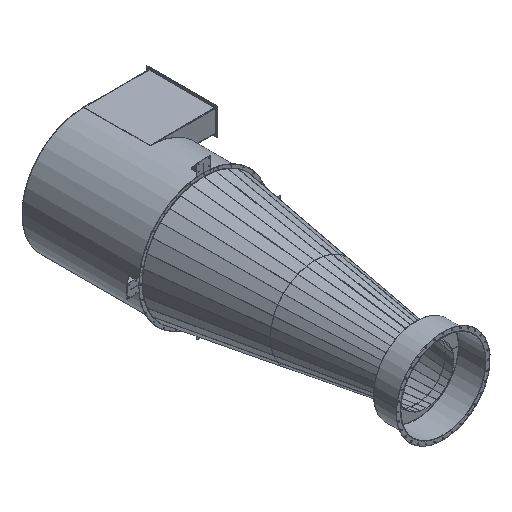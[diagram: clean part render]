
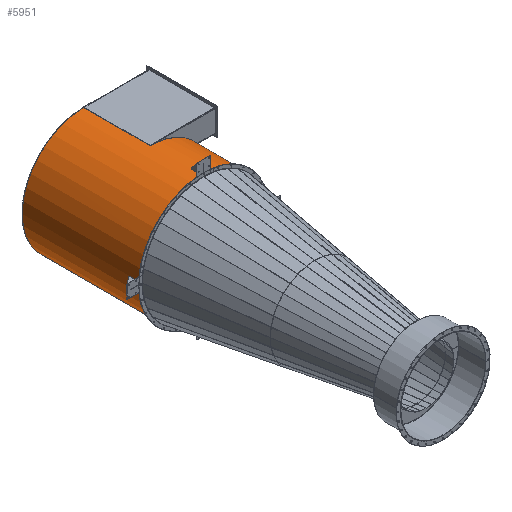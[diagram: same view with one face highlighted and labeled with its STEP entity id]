
A CAD part, isometric view. The second image highlights one B-rep face of the part: STEP entity #5951.
In plain terms, the highlighted cylindrical face has radius 914.5 mm (diameter 1829 mm), a partial arc.
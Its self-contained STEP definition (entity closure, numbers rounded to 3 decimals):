
#442 = VECTOR ( 'NONE', #8665, 1000. ) ;
#530 = LINE ( 'NONE', #10017, #442 ) ;
#584 = CIRCLE ( 'NONE', #8659, 914.5 ) ;
#770 = LINE ( 'NONE', #863, #6701 ) ;
#863 = CARTESIAN_POINT ( 'NONE',  ( -702.496, 1778., 585.5 ) ) ;
#896 = VERTEX_POINT ( 'NONE', #4896 ) ;
#1151 = CARTESIAN_POINT ( 'NONE',  ( 0., 793., 0. ) ) ;
#1187 = DIRECTION ( 'NONE',  ( 0., 1., 0. ) ) ;
#1401 = DIRECTION ( 'NONE',  ( 0., 1., 0. ) ) ;
#2696 = CYLINDRICAL_SURFACE ( 'NONE', #14692, 914.5 ) ;
#2836 = ORIENTED_EDGE ( 'NONE', *, *, #6395, .T. ) ;
#2942 = VERTEX_POINT ( 'NONE', #5541 ) ;
#3384 = CIRCLE ( 'NONE', #13484, 914.5 ) ;
#3879 = DIRECTION ( 'NONE',  ( 0., 0., -1. ) ) ;
#4096 = CARTESIAN_POINT ( 'NONE',  ( -0.25, 0., 914.5 ) ) ;
#4463 = EDGE_LOOP ( 'NONE', ( #16973, #6561, #11642, #2836, #15478, #12476 ) ) ;
#4896 = CARTESIAN_POINT ( 'NONE',  ( -702.496, 793., 585.5 ) ) ;
#5541 = CARTESIAN_POINT ( 'NONE',  ( -0.25, 793., 914.5 ) ) ;
#5644 = AXIS2_PLACEMENT_3D ( 'NONE', #15044, #1401, #16221 ) ;
#5951 = ADVANCED_FACE ( 'NONE', ( #10737 ), #2696, .T. ) ;
#6395 = EDGE_CURVE ( 'NONE', #2942, #896, #3384, .T. ) ;
#6561 = ORIENTED_EDGE ( 'NONE', *, *, #17774, .T. ) ;
#6599 = VERTEX_POINT ( 'NONE', #9813 ) ;
#6689 = DIRECTION ( 'NONE',  ( 0., 0., 1. ) ) ;
#6701 = VECTOR ( 'NONE', #11609, 1000. ) ;
#7371 = EDGE_CURVE ( 'NONE', #2942, #8066, #530, .T. ) ;
#7852 = LINE ( 'NONE', #9043, #15242 ) ;
#7951 = EDGE_CURVE ( 'NONE', #896, #6599, #770, .T. ) ;
#8066 = VERTEX_POINT ( 'NONE', #4096 ) ;
#8202 = CARTESIAN_POINT ( 'NONE',  ( -0.251, 1778., -914.5 ) ) ;
#8659 = AXIS2_PLACEMENT_3D ( 'NONE', #13565, #1187, #6689 ) ;
#8665 = DIRECTION ( 'NONE',  ( 0., -1., 0. ) ) ;
#9043 = CARTESIAN_POINT ( 'NONE',  ( -0.251, 1778., -914.5 ) ) ;
#9591 = EDGE_CURVE ( 'NONE', #17332, #6599, #584, .T. ) ;
#9813 = CARTESIAN_POINT ( 'NONE',  ( -702.496, 1778., 585.5 ) ) ;
#10017 = CARTESIAN_POINT ( 'NONE',  ( -0.25, 1778., 914.5 ) ) ;
#10267 = VERTEX_POINT ( 'NONE', #17105 ) ;
#10737 = FACE_OUTER_BOUND ( 'NONE', #4463, .T. ) ;
#10852 = CIRCLE ( 'NONE', #5644, 914.5 ) ;
#11609 = DIRECTION ( 'NONE',  ( 0., 1., 0. ) ) ;
#11642 = ORIENTED_EDGE ( 'NONE', *, *, #7371, .F. ) ;
#11707 = EDGE_CURVE ( 'NONE', #10267, #17332, #7852, .T. ) ;
#12476 = ORIENTED_EDGE ( 'NONE', *, *, #9591, .F. ) ;
#13100 = DIRECTION ( 'NONE',  ( 0., 1., 0. ) ) ;
#13484 = AXIS2_PLACEMENT_3D ( 'NONE', #1151, #16144, #16325 ) ;
#13565 = CARTESIAN_POINT ( 'NONE',  ( 0., 1778., 0. ) ) ;
#14692 = AXIS2_PLACEMENT_3D ( 'NONE', #16250, #14902, #3879 ) ;
#14902 = DIRECTION ( 'NONE',  ( 0., -1., 0. ) ) ;
#15044 = CARTESIAN_POINT ( 'NONE',  ( 0., 0., 0. ) ) ;
#15242 = VECTOR ( 'NONE', #13100, 1000. ) ;
#15478 = ORIENTED_EDGE ( 'NONE', *, *, #7951, .T. ) ;
#16144 = DIRECTION ( 'NONE',  ( 0., -1., 0. ) ) ;
#16221 = DIRECTION ( 'NONE',  ( 0., 0., 1. ) ) ;
#16250 = CARTESIAN_POINT ( 'NONE',  ( 0., 1778., 0. ) ) ;
#16325 = DIRECTION ( 'NONE',  ( 0., 0., -1. ) ) ;
#16973 = ORIENTED_EDGE ( 'NONE', *, *, #11707, .F. ) ;
#17105 = CARTESIAN_POINT ( 'NONE',  ( -0.251, 0., -914.5 ) ) ;
#17332 = VERTEX_POINT ( 'NONE', #8202 ) ;
#17774 = EDGE_CURVE ( 'NONE', #10267, #8066, #10852, .T. ) ;
